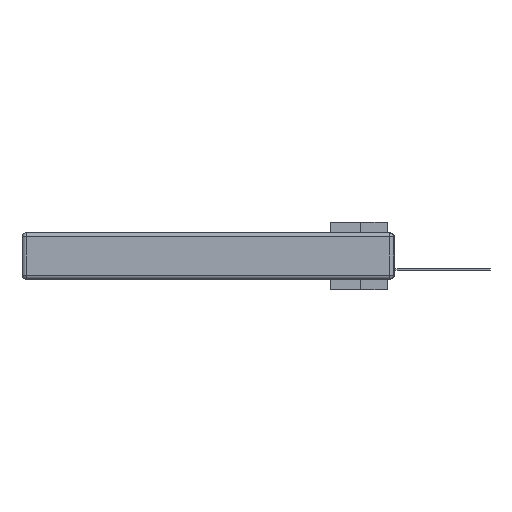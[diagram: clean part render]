
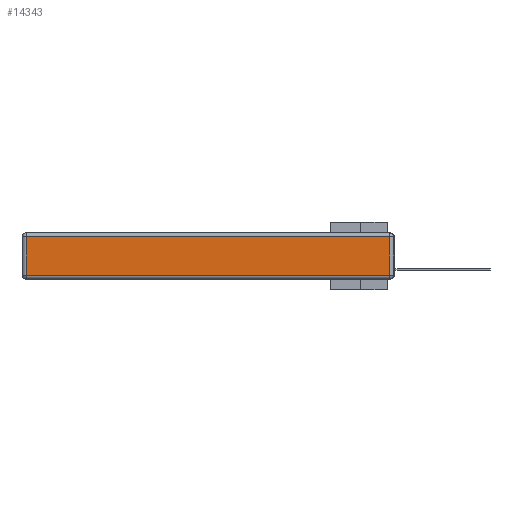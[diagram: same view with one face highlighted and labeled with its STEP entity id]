
A CAD part, left-side view. The second image highlights one B-rep face of the part: STEP entity #14343.
In plain terms, the highlighted planar face has unit normal (-1, 0, 0).
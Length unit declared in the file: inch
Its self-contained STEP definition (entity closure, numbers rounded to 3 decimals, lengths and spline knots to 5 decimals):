
#262 = VECTOR ( 'NONE', #7286, 39.37008 ) ;
#872 = CARTESIAN_POINT ( 'NONE',  ( 0., 2.72, -0.03 ) ) ;
#1686 = CARTESIAN_POINT ( 'NONE',  ( 0., 0.03, -0.343 ) ) ;
#1851 = LINE ( 'NONE', #1686, #8269 ) ;
#1888 = ORIENTED_EDGE ( 'NONE', *, *, #24225, .T. ) ;
#3150 = EDGE_CURVE ( 'NONE', #20647, #10442, #1851, .T. ) ;
#3397 = VECTOR ( 'NONE', #28138, 39.37008 ) ;
#3970 = LINE ( 'NONE', #25278, #3397 ) ;
#4169 = LINE ( 'NONE', #16576, #29910 ) ;
#4908 = ORIENTED_EDGE ( 'NONE', *, *, #15199, .T. ) ;
#5947 = EDGE_CURVE ( 'NONE', #21587, #20647, #19355, .T. ) ;
#6636 = AXIS2_PLACEMENT_3D ( 'NONE', #13500, #20822, #28136 ) ;
#7286 = DIRECTION ( 'NONE',  ( 0., -1., 0. ) ) ;
#8269 = VECTOR ( 'NONE', #21072, 39.37008 ) ;
#8715 = VERTEX_POINT ( 'NONE', #872 ) ;
#8747 = FACE_OUTER_BOUND ( 'NONE', #29957, .T. ) ;
#9396 = ORIENTED_EDGE ( 'NONE', *, *, #3150, .T. ) ;
#10442 = VERTEX_POINT ( 'NONE', #27560 ) ;
#12568 = ORIENTED_EDGE ( 'NONE', *, *, #5947, .T. ) ;
#13500 = CARTESIAN_POINT ( 'NONE',  ( 0., 0., -0.343 ) ) ;
#14343 = ADVANCED_FACE ( 'NONE', ( #8747 ), #16367, .T. ) ;
#15199 = EDGE_CURVE ( 'NONE', #8715, #21587, #4169, .T. ) ;
#16367 = PLANE ( 'NONE',  #6636 ) ;
#16576 = CARTESIAN_POINT ( 'NONE',  ( 0., 2.72, -0.343 ) ) ;
#19355 = LINE ( 'NONE', #29046, #262 ) ;
#19568 = DIRECTION ( 'NONE',  ( 0., 0., -1. ) ) ;
#20647 = VERTEX_POINT ( 'NONE', #28881 ) ;
#20822 = DIRECTION ( 'NONE',  ( -1., 0., 0. ) ) ;
#21072 = DIRECTION ( 'NONE',  ( 0., 0., 1. ) ) ;
#21587 = VERTEX_POINT ( 'NONE', #27938 ) ;
#24225 = EDGE_CURVE ( 'NONE', #10442, #8715, #3970, .T. ) ;
#25278 = CARTESIAN_POINT ( 'NONE',  ( 0., 2.75, -0.03 ) ) ;
#27560 = CARTESIAN_POINT ( 'NONE',  ( 0., 0.03, -0.03 ) ) ;
#27938 = CARTESIAN_POINT ( 'NONE',  ( 0., 2.72, -0.313 ) ) ;
#28136 = DIRECTION ( 'NONE',  ( 0., 0., 1. ) ) ;
#28138 = DIRECTION ( 'NONE',  ( 0., 1., 0. ) ) ;
#28881 = CARTESIAN_POINT ( 'NONE',  ( 0., 0.03, -0.313 ) ) ;
#29046 = CARTESIAN_POINT ( 'NONE',  ( 0., 0., -0.313 ) ) ;
#29910 = VECTOR ( 'NONE', #19568, 39.37008 ) ;
#29957 = EDGE_LOOP ( 'NONE', ( #12568, #9396, #1888, #4908 ) ) ;
